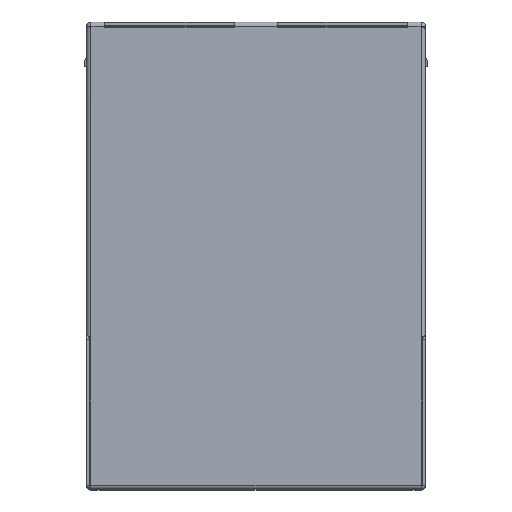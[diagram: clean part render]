
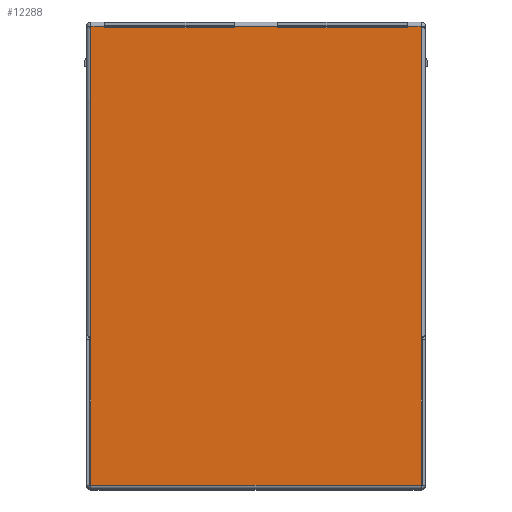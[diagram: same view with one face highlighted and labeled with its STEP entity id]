
A CAD part, top view. The second image highlights one B-rep face of the part: STEP entity #12288.
In plain terms, the highlighted planar face has unit normal (0, 0, 1).
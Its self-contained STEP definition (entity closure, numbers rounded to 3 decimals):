
#521=PLANE('',#13072);
#1092=FACE_OUTER_BOUND('',#1763,.T.);
#1763=EDGE_LOOP('',(#10279,#10280,#10281,#10282,#10283,#10284,#10285,#10286,
#10287,#10288,#10289,#10290));
#3095=LINE('',#19117,#4549);
#3100=LINE('',#19138,#4554);
#3101=LINE('',#19144,#4555);
#3102=LINE('',#19149,#4556);
#3107=LINE('',#19160,#4561);
#3108=LINE('',#19163,#4562);
#3109=LINE('',#19164,#4563);
#3110=LINE('',#19166,#4564);
#3111=LINE('',#19167,#4565);
#3112=LINE('',#19169,#4566);
#3113=LINE('',#19171,#4567);
#3114=LINE('',#19172,#4568);
#4549=VECTOR('',#15475,1.);
#4554=VECTOR('',#15506,1.);
#4555=VECTOR('',#15513,1.);
#4556=VECTOR('',#15520,1.);
#4561=VECTOR('',#15529,1.);
#4562=VECTOR('',#15532,1.);
#4563=VECTOR('',#15533,1.);
#4564=VECTOR('',#15534,1.);
#4565=VECTOR('',#15535,1.);
#4566=VECTOR('',#15536,1.);
#4567=VECTOR('',#15537,1.);
#4568=VECTOR('',#15538,1.);
#5985=VERTEX_POINT('',#19108);
#5986=VERTEX_POINT('',#19116);
#5988=VERTEX_POINT('',#19136);
#5989=VERTEX_POINT('',#19137);
#5990=VERTEX_POINT('',#19142);
#5991=VERTEX_POINT('',#19143);
#5992=VERTEX_POINT('',#19148);
#5996=VERTEX_POINT('',#19158);
#5997=VERTEX_POINT('',#19162);
#5998=VERTEX_POINT('',#19165);
#5999=VERTEX_POINT('',#19168);
#6000=VERTEX_POINT('',#19170);
#7480=EDGE_CURVE('',#5986,#5985,#3095,.T.);
#7490=EDGE_CURVE('',#5988,#5989,#3100,.T.);
#7493=EDGE_CURVE('',#5990,#5991,#3101,.T.);
#7496=EDGE_CURVE('',#5986,#5992,#3102,.T.);
#7502=EDGE_CURVE('',#5988,#5996,#3107,.T.);
#7503=EDGE_CURVE('',#5997,#5985,#3108,.T.);
#7504=EDGE_CURVE('',#5989,#5997,#3109,.T.);
#7505=EDGE_CURVE('',#5998,#5996,#3110,.T.);
#7506=EDGE_CURVE('',#5991,#5998,#3111,.T.);
#7507=EDGE_CURVE('',#5990,#5999,#3112,.T.);
#7508=EDGE_CURVE('',#5999,#6000,#3113,.T.);
#7509=EDGE_CURVE('',#5992,#6000,#3114,.T.);
#10279=ORIENTED_EDGE('',*,*,#7503,.F.);
#10280=ORIENTED_EDGE('',*,*,#7504,.F.);
#10281=ORIENTED_EDGE('',*,*,#7490,.F.);
#10282=ORIENTED_EDGE('',*,*,#7502,.T.);
#10283=ORIENTED_EDGE('',*,*,#7505,.F.);
#10284=ORIENTED_EDGE('',*,*,#7506,.F.);
#10285=ORIENTED_EDGE('',*,*,#7493,.F.);
#10286=ORIENTED_EDGE('',*,*,#7507,.T.);
#10287=ORIENTED_EDGE('',*,*,#7508,.T.);
#10288=ORIENTED_EDGE('',*,*,#7509,.F.);
#10289=ORIENTED_EDGE('',*,*,#7496,.F.);
#10290=ORIENTED_EDGE('',*,*,#7480,.T.);
#12288=ADVANCED_FACE('',(#1092),#521,.T.);
#13072=AXIS2_PLACEMENT_3D('',#19161,#15530,#15531);
#15475=DIRECTION('',(0.,-1.,0.));
#15506=DIRECTION('',(1.,0.,0.));
#15513=DIRECTION('',(1.,0.,0.));
#15520=DIRECTION('',(1.,0.,0.));
#15529=DIRECTION('',(0.,-1.,0.));
#15530=DIRECTION('center_axis',(0.,0.,1.));
#15531=DIRECTION('ref_axis',(1.,0.,0.));
#15532=DIRECTION('',(-1.,0.,0.));
#15533=DIRECTION('',(0.,-1.,0.));
#15534=DIRECTION('',(1.,0.,0.));
#15535=DIRECTION('',(0.,-1.,0.));
#15536=DIRECTION('',(0.,-1.,0.));
#15537=DIRECTION('',(-1.,0.,0.));
#15538=DIRECTION('',(0.,-1.,0.));
#19108=CARTESIAN_POINT('',(-7.625,-12.87,13.84));
#19116=CARTESIAN_POINT('',(-7.625,8.32,13.84));
#19117=CARTESIAN_POINT('',(-7.625,8.32,13.84));
#19136=CARTESIAN_POINT('',(7.,8.32,13.84));
#19137=CARTESIAN_POINT('',(7.625,8.32,13.84));
#19138=CARTESIAN_POINT('',(7.,8.32,13.84));
#19142=CARTESIAN_POINT('',(-1.,8.32,13.84));
#19143=CARTESIAN_POINT('',(1.,8.32,13.84));
#19144=CARTESIAN_POINT('',(-1.,8.32,13.84));
#19148=CARTESIAN_POINT('',(-7.,8.32,13.84));
#19149=CARTESIAN_POINT('',(-7.625,8.32,13.84));
#19158=CARTESIAN_POINT('',(7.,8.26,13.84));
#19160=CARTESIAN_POINT('',(7.,8.32,13.84));
#19161=CARTESIAN_POINT('Origin',(-7.625,8.52,13.84));
#19162=CARTESIAN_POINT('',(7.625,-12.87,13.84));
#19163=CARTESIAN_POINT('',(7.625,-12.87,13.84));
#19164=CARTESIAN_POINT('',(7.625,8.32,13.84));
#19165=CARTESIAN_POINT('',(1.,8.26,13.84));
#19166=CARTESIAN_POINT('',(1.,8.26,13.84));
#19167=CARTESIAN_POINT('',(1.,8.32,13.84));
#19168=CARTESIAN_POINT('',(-1.,8.26,13.84));
#19169=CARTESIAN_POINT('',(-1.,8.32,13.84));
#19170=CARTESIAN_POINT('',(-7.,8.26,13.84));
#19171=CARTESIAN_POINT('',(-1.,8.26,13.84));
#19172=CARTESIAN_POINT('',(-7.,8.32,13.84));
